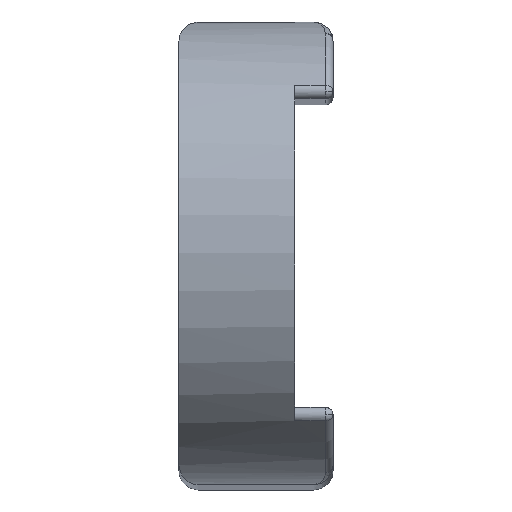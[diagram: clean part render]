
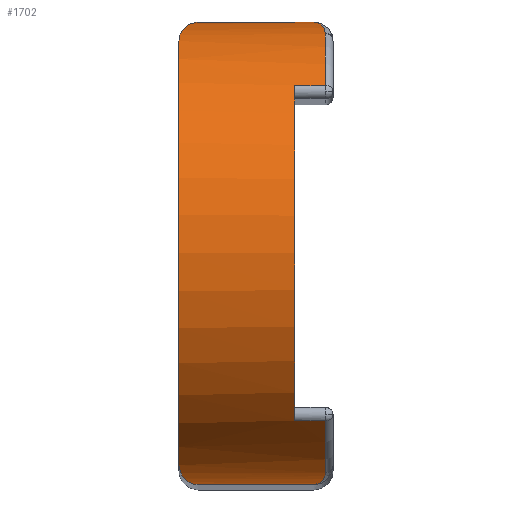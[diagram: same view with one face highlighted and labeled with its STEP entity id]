
A CAD part, top view. The second image highlights one B-rep face of the part: STEP entity #1702.
In plain terms, the highlighted cylindrical face has radius 6 mm (diameter 12 mm), a partial arc.
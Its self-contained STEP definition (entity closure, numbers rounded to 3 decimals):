
#1 = CARTESIAN_POINT ( 'NONE',  ( -1.558, -6., -5.798 ) ) ;
#18 = VERTEX_POINT ( 'NONE', #1040 ) ;
#37 = CARTESIAN_POINT ( 'NONE',  ( 1.8, 4.345, -1.862 ) ) ;
#49 = DIRECTION ( 'NONE',  ( 0., 0., -1. ) ) ;
#56 = EDGE_CURVE ( 'NONE', #1397, #1135, #153, .T. ) ;
#70 = CARTESIAN_POINT ( 'NONE',  ( -2., -5.5, -3.602 ) ) ;
#73 = EDGE_CURVE ( 'NONE', #440, #1397, #1980, .T. ) ;
#76 = DIRECTION ( 'NONE',  ( -1., 0., 0. ) ) ;
#79 = CARTESIAN_POINT ( 'NONE',  ( 1.57, 6., -5.68 ) ) ;
#80 = CARTESIAN_POINT ( 'NONE',  ( -2., 0., -6. ) ) ;
#84 = CIRCLE ( 'NONE', #682, 6. ) ;
#105 = CARTESIAN_POINT ( 'NONE',  ( -1.617, 5.99, -5.595 ) ) ;
#127 = FACE_OUTER_BOUND ( 'NONE', #1015, .T. ) ;
#152 = CARTESIAN_POINT ( 'NONE',  ( 1.5, -6., -6. ) ) ;
#153 = B_SPLINE_CURVE_WITH_KNOTS ( 'NONE', 3,
 ( #1054, #902, #1855, #172, #1223, #338 ),
 .UNSPECIFIED., .F., .F.,
 ( 4, 2, 4 ),
 ( 0., 0.001, 0.002 ),
 .UNSPECIFIED. ) ;
#172 = CARTESIAN_POINT ( 'NONE',  ( 1.754, -5.872, -4.726 ) ) ;
#216 = B_SPLINE_CURVE_WITH_KNOTS ( 'NONE', 3,
 ( #1350, #452, #1506, #598, #1673, #729, #1826, #880, #1, #1031 ),
 .UNSPECIFIED., .F., .F.,
 ( 4, 2, 2, 2, 4 ),
 ( 0., 0.001, 0.001, 0.002, 0.003 ),
 .UNSPECIFIED. ) ;
#234 = DIRECTION ( 'NONE',  ( 0., 0., -1. ) ) ;
#264 = CARTESIAN_POINT ( 'NONE',  ( -1.781, 5.918, -4.992 ) ) ;
#288 = VERTEX_POINT ( 'NONE', #734 ) ;
#331 = CARTESIAN_POINT ( 'NONE',  ( -2., 6., -6. ) ) ;
#338 = CARTESIAN_POINT ( 'NONE',  ( 1.8, -5.69, -4.095 ) ) ;
#380 = ORIENTED_EDGE ( 'NONE', *, *, #524, .F. ) ;
#387 = DIRECTION ( 'NONE',  ( -1., 0., 0. ) ) ;
#418 = CARTESIAN_POINT ( 'NONE',  ( -1.918, 5.783, -4.389 ) ) ;
#440 = VERTEX_POINT ( 'NONE', #1509 ) ;
#452 = CARTESIAN_POINT ( 'NONE',  ( -2., -5.585, -3.797 ) ) ;
#491 = DIRECTION ( 'NONE',  ( -1., 0., 0. ) ) ;
#524 = EDGE_CURVE ( 'NONE', #739, #18, #1098, .T. ) ;
#540 = EDGE_CURVE ( 'NONE', #288, #1652, #1461, .T. ) ;
#560 = DIRECTION ( 'NONE',  ( 1., 0., 0. ) ) ;
#569 = CARTESIAN_POINT ( 'NONE',  ( -2., 5.585, -3.797 ) ) ;
#598 = CARTESIAN_POINT ( 'NONE',  ( -1.918, -5.783, -4.389 ) ) ;
#656 = VECTOR ( 'NONE', #909, 1000. ) ;
#682 = AXIS2_PLACEMENT_3D ( 'NONE', #1274, #387, #1433 ) ;
#687 = CIRCLE ( 'NONE', #1293, 6. ) ;
#699 = ORIENTED_EDGE ( 'NONE', *, *, #1893, .T. ) ;
#729 = CARTESIAN_POINT ( 'NONE',  ( -1.781, -5.918, -4.992 ) ) ;
#734 = CARTESIAN_POINT ( 'NONE',  ( 1.8, -4.345, -1.862 ) ) ;
#739 = VERTEX_POINT ( 'NONE', #1713 ) ;
#751 = AXIS2_PLACEMENT_3D ( 'NONE', #1089, #1564, #49 ) ;
#762 = DIRECTION ( 'NONE',  ( 1., 0., 0. ) ) ;
#794 = EDGE_CURVE ( 'NONE', #907, #1656, #966, .T. ) ;
#822 = ORIENTED_EDGE ( 'NONE', *, *, #794, .T. ) ;
#863 = CYLINDRICAL_SURFACE ( 'NONE', #751, 6. ) ;
#880 = CARTESIAN_POINT ( 'NONE',  ( -1.617, -5.99, -5.595 ) ) ;
#881 = ORIENTED_EDGE ( 'NONE', *, *, #1196, .T. ) ;
#891 = B_SPLINE_CURVE_WITH_KNOTS ( 'NONE', 3,
 ( #1907, #1757, #1912, #965, #79, #1131 ),
 .UNSPECIFIED., .F., .F.,
 ( 4, 2, 4 ),
 ( 0., 0.001, 0.002 ),
 .UNSPECIFIED. ) ;
#902 = CARTESIAN_POINT ( 'NONE',  ( 1.57, -6., -5.681 ) ) ;
#907 = VERTEX_POINT ( 'NONE', #1812 ) ;
#909 = DIRECTION ( 'NONE',  ( -1., 0., 0. ) ) ;
#952 = CARTESIAN_POINT ( 'NONE',  ( 1.8, -5.69, -4.095 ) ) ;
#959 = CARTESIAN_POINT ( 'NONE',  ( 1.8, 0., -6. ) ) ;
#965 = CARTESIAN_POINT ( 'NONE',  ( 1.641, 5.975, -5.361 ) ) ;
#966 = LINE ( 'NONE', #1627, #1337 ) ;
#1009 = EDGE_CURVE ( 'NONE', #739, #1501, #1264, .T. ) ;
#1015 = EDGE_LOOP ( 'NONE', ( #1737, #822, #1321, #881, #380, #1599, #1375, #1560, #1090, #1937, #699, #1766 ) ) ;
#1031 = CARTESIAN_POINT ( 'NONE',  ( -1.5, -6., -6. ) ) ;
#1040 = CARTESIAN_POINT ( 'NONE',  ( 1.5, 6., -6. ) ) ;
#1054 = CARTESIAN_POINT ( 'NONE',  ( 1.5, -6., -6. ) ) ;
#1066 = CARTESIAN_POINT ( 'NONE',  ( -2., -4.345, -1.862 ) ) ;
#1089 = CARTESIAN_POINT ( 'NONE',  ( -2., 0., -6. ) ) ;
#1090 = ORIENTED_EDGE ( 'NONE', *, *, #73, .T. ) ;
#1098 = LINE ( 'NONE', #331, #1892 ) ;
#1125 = DIRECTION ( 'NONE',  ( 0., 1., 0. ) ) ;
#1131 = CARTESIAN_POINT ( 'NONE',  ( 1.5, 6., -6. ) ) ;
#1132 = DIRECTION ( 'NONE',  ( -1., 0., 0. ) ) ;
#1135 = VERTEX_POINT ( 'NONE', #952 ) ;
#1140 = VERTEX_POINT ( 'NONE', #70 ) ;
#1165 = CARTESIAN_POINT ( 'NONE',  ( -1.728, 5.949, -5.193 ) ) ;
#1196 = EDGE_CURVE ( 'NONE', #1664, #18, #891, .T. ) ;
#1223 = CARTESIAN_POINT ( 'NONE',  ( 1.8, -5.794, -4.408 ) ) ;
#1224 = DIRECTION ( 'NONE',  ( 1., 0., 0. ) ) ;
#1236 = CARTESIAN_POINT ( 'NONE',  ( 1.8, 5.69, -4.095 ) ) ;
#1264 = B_SPLINE_CURVE_WITH_KNOTS ( 'NONE', 3,
 ( #1940, #1790, #105, #1165, #264, #1317, #418, #1471, #569, #1637 ),
 .UNSPECIFIED., .F., .F.,
 ( 4, 2, 2, 2, 4 ),
 ( 0., 0.001, 0.001, 0.002, 0.003 ),
 .UNSPECIFIED. ) ;
#1274 = CARTESIAN_POINT ( 'NONE',  ( 1., 0., -6. ) ) ;
#1293 = AXIS2_PLACEMENT_3D ( 'NONE', #959, #76, #1125 ) ;
#1317 = CARTESIAN_POINT ( 'NONE',  ( -1.876, 5.836, -4.59 ) ) ;
#1321 = ORIENTED_EDGE ( 'NONE', *, *, #1633, .T. ) ;
#1337 = VECTOR ( 'NONE', #560, 1000. ) ;
#1350 = CARTESIAN_POINT ( 'NONE',  ( -2., -5.5, -3.602 ) ) ;
#1352 = EDGE_CURVE ( 'NONE', #1140, #440, #216, .T. ) ;
#1375 = ORIENTED_EDGE ( 'NONE', *, *, #1942, .F. ) ;
#1386 = CARTESIAN_POINT ( 'NONE',  ( 1.8, 0., -6. ) ) ;
#1397 = VERTEX_POINT ( 'NONE', #152 ) ;
#1433 = DIRECTION ( 'NONE',  ( 0., 0., -1. ) ) ;
#1461 = LINE ( 'NONE', #1066, #656 ) ;
#1471 = CARTESIAN_POINT ( 'NONE',  ( -1.979, 5.658, -3.993 ) ) ;
#1501 = VERTEX_POINT ( 'NONE', #1816 ) ;
#1506 = CARTESIAN_POINT ( 'NONE',  ( -1.979, -5.658, -3.993 ) ) ;
#1509 = CARTESIAN_POINT ( 'NONE',  ( -1.5, -6., -6. ) ) ;
#1540 = CARTESIAN_POINT ( 'NONE',  ( -2., -6., -6. ) ) ;
#1547 = DIRECTION ( 'NONE',  ( 0., 0., -1. ) ) ;
#1560 = ORIENTED_EDGE ( 'NONE', *, *, #1352, .T. ) ;
#1564 = DIRECTION ( 'NONE',  ( 1., 0., 0. ) ) ;
#1574 = VECTOR ( 'NONE', #762, 1000. ) ;
#1599 = ORIENTED_EDGE ( 'NONE', *, *, #1009, .T. ) ;
#1627 = CARTESIAN_POINT ( 'NONE',  ( -2., 4.345, -1.862 ) ) ;
#1633 = EDGE_CURVE ( 'NONE', #1656, #1664, #1867, .T. ) ;
#1637 = CARTESIAN_POINT ( 'NONE',  ( -2., 5.5, -3.602 ) ) ;
#1652 = VERTEX_POINT ( 'NONE', #1715 ) ;
#1656 = VERTEX_POINT ( 'NONE', #37 ) ;
#1664 = VERTEX_POINT ( 'NONE', #1236 ) ;
#1673 = CARTESIAN_POINT ( 'NONE',  ( -1.876, -5.836, -4.59 ) ) ;
#1702 = ADVANCED_FACE ( 'NONE', ( #127 ), #863, .T. ) ;
#1713 = CARTESIAN_POINT ( 'NONE',  ( -1.5, 6., -6. ) ) ;
#1715 = CARTESIAN_POINT ( 'NONE',  ( 1., -4.345, -1.862 ) ) ;
#1737 = ORIENTED_EDGE ( 'NONE', *, *, #1798, .T. ) ;
#1757 = CARTESIAN_POINT ( 'NONE',  ( 1.8, 5.794, -4.408 ) ) ;
#1766 = ORIENTED_EDGE ( 'NONE', *, *, #540, .T. ) ;
#1790 = CARTESIAN_POINT ( 'NONE',  ( -1.558, 6., -5.798 ) ) ;
#1798 = EDGE_CURVE ( 'NONE', #1652, #907, #84, .T. ) ;
#1812 = CARTESIAN_POINT ( 'NONE',  ( 1., 4.345, -1.862 ) ) ;
#1816 = CARTESIAN_POINT ( 'NONE',  ( -2., 5.5, -3.602 ) ) ;
#1824 = AXIS2_PLACEMENT_3D ( 'NONE', #80, #1132, #234 ) ;
#1826 = CARTESIAN_POINT ( 'NONE',  ( -1.728, -5.949, -5.193 ) ) ;
#1855 = CARTESIAN_POINT ( 'NONE',  ( 1.641, -5.975, -5.361 ) ) ;
#1867 = CIRCLE ( 'NONE', #1935, 6. ) ;
#1889 = CIRCLE ( 'NONE', #1824, 6. ) ;
#1892 = VECTOR ( 'NONE', #1224, 1000. ) ;
#1893 = EDGE_CURVE ( 'NONE', #1135, #288, #687, .T. ) ;
#1907 = CARTESIAN_POINT ( 'NONE',  ( 1.8, 5.69, -4.095 ) ) ;
#1912 = CARTESIAN_POINT ( 'NONE',  ( 1.754, 5.872, -4.726 ) ) ;
#1935 = AXIS2_PLACEMENT_3D ( 'NONE', #1386, #491, #1547 ) ;
#1937 = ORIENTED_EDGE ( 'NONE', *, *, #56, .T. ) ;
#1940 = CARTESIAN_POINT ( 'NONE',  ( -1.5, 6., -6. ) ) ;
#1942 = EDGE_CURVE ( 'NONE', #1140, #1501, #1889, .T. ) ;
#1980 = LINE ( 'NONE', #1540, #1574 ) ;
